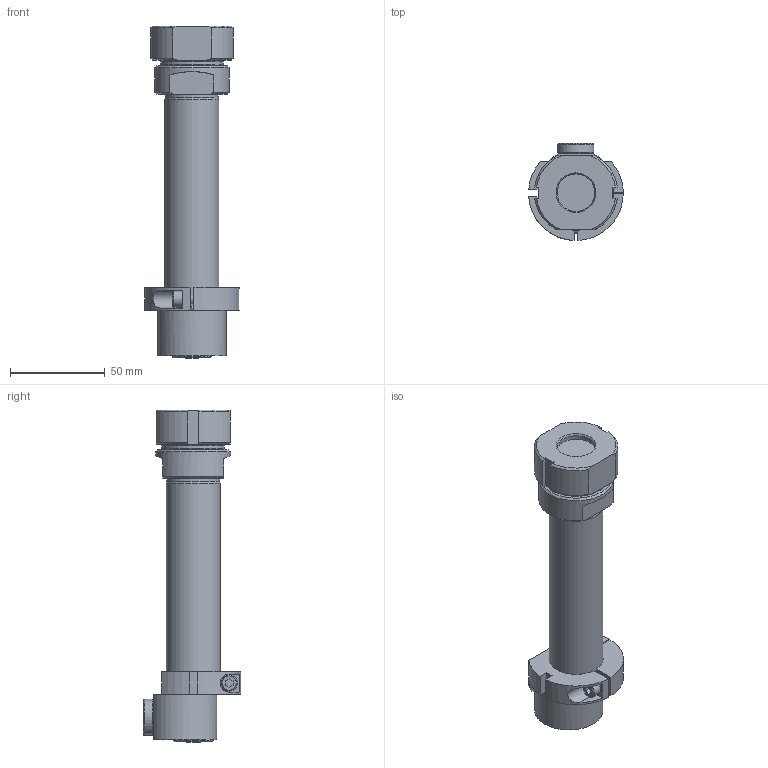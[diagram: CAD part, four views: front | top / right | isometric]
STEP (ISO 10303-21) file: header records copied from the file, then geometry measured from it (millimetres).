
FILE_DESCRIPTION(/* description */ (''),/* implementation_level */ '2;1');
FILE_NAME(/* name */ 'W5190019_B__specification_W5190019_Aussen_.stp',/* time_stamp */ '2013-10-22T09:30:29+02:00',/* author */ (''),/* organization */ (''),/* preprocessor_version */ 'ST-DEVELOPER v11',/* originating_system */ 'SIEMENS PLM Software NX 7.5',/* authorisation */ '');
FILE_SCHEMA (('AUTOMOTIVE_DESIGN { 1 0 10303 214 1 1 1 1 }'));
Length unit declared in the file: millimetre
Products named in the file (1): webe116E2418
Bounding box: 49.92 x 51.22 x 175.1 mm (x, y, z)
Volume: 154182 mm3; surface area: 28186 mm2
Topology: 2 solids, 2 shells, 111 faces, 263 edges, 168 vertices
Faces by surface type: plane 57, cone 26, cylinder 22, torus 6
Full cylindrical faces by diameter (mm): 5 x1, 8.5 x1, 18.05 x1, 19 x1, 19.8 x1, 21 x1, 27.9 x1, 28.5 x1, 33 x1, 39.5 x1
Entity records: 3117 total; most frequent: CARTESIAN_POINT 620, DIRECTION 509, ORIENTED_EDGE 454, EDGE_CURVE 227, AXIS2_PLACEMENT_3D 199, VERTEX_POINT 158, EDGE_LOOP 151, ADVANCED_FACE 111
